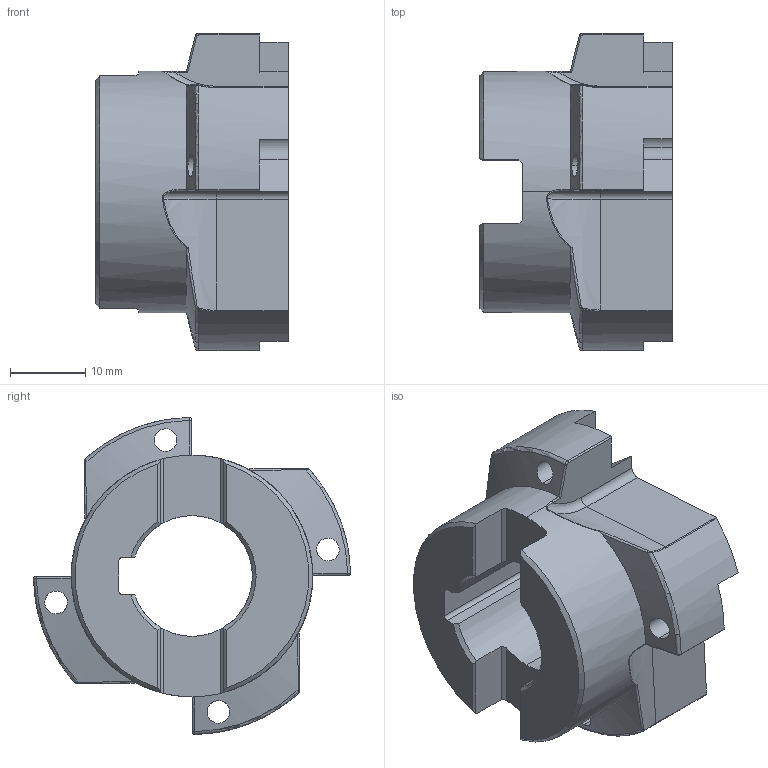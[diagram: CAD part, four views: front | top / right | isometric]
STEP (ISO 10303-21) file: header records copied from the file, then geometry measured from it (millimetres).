
FILE_DESCRIPTION (( 'STEP AP214' ), '1' );
FILE_NAME ('SP-100304.STEP', '2021-07-09T12:50:56', ( '' ), ( '' ), 'SwSTEP 2.0', 'SolidWorks 2020', '' );
FILE_SCHEMA (( 'AUTOMOTIVE_DESIGN' ));
Length unit declared in the file: millimetre
Products named in the file (1): SP-100304
Bounding box: 25.5 x 41.99 x 41.99 mm (x, y, z)
Volume: 14959 mm3; surface area: 6733.5 mm2
Topology: 1 solids, 1 shells, 138 faces, 374 edges, 238 vertices
Faces by surface type: cylinder 46, plane 41, bspline 28, cone 15, torus 8
Entity records: 5341 total; most frequent: CARTESIAN_POINT 2042, ORIENTED_EDGE 748, DIRECTION 615, EDGE_CURVE 374, AXIS2_PLACEMENT_3D 239, VERTEX_POINT 238, EDGE_LOOP 148, FACE_OUTER_BOUND 138
